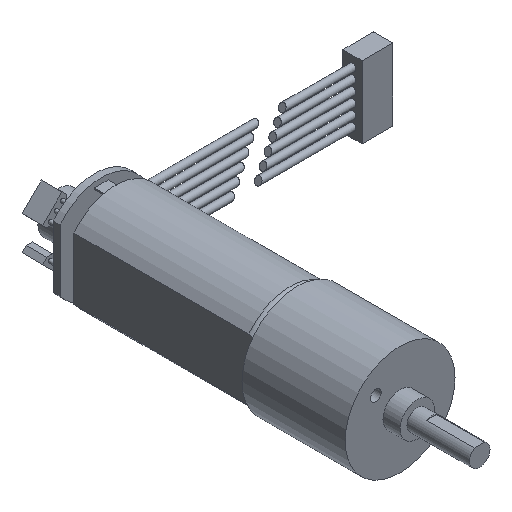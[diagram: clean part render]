
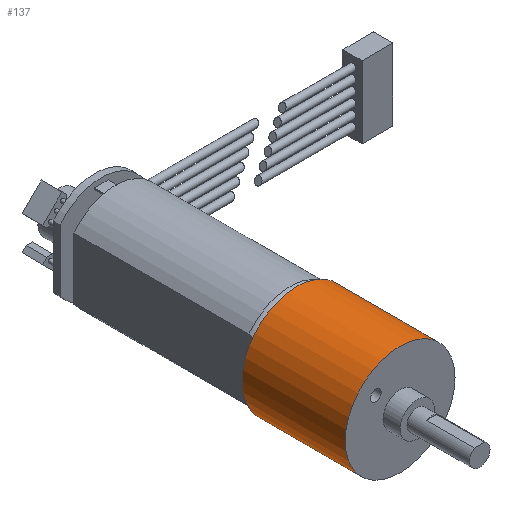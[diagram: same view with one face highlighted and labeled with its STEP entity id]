
A CAD part, isometric view. The second image highlights one B-rep face of the part: STEP entity #137.
In plain terms, the highlighted cylindrical face has radius 8 mm (diameter 16 mm), a full revolution.
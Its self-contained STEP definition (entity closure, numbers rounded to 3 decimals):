
#137 = ADVANCED_FACE( '', ( #358, #359 ), #360, .T. );
#358 = FACE_OUTER_BOUND( '', #720, .T. );
#359 = FACE_OUTER_BOUND( '', #721, .T. );
#360 = CYLINDRICAL_SURFACE( '', #722, 8. );
#720 = EDGE_LOOP( '', ( #1097 ) );
#721 = EDGE_LOOP( '', ( #1098 ) );
#722 = AXIS2_PLACEMENT_3D( '', #1099, #1100, #1101 );
#1097 = ORIENTED_EDGE( '', *, *, #1799, .F. );
#1098 = ORIENTED_EDGE( '', *, *, #1800, .T. );
#1099 = CARTESIAN_POINT( '', ( 0., 42.55, 0. ) );
#1100 = DIRECTION( '', ( 0., -1., 0. ) );
#1101 = DIRECTION( '', ( 0., 0., 1. ) );
#1799 = EDGE_CURVE( '', #2082, #2082, #2083, .T. );
#1800 = EDGE_CURVE( '', #2084, #2084, #2085, .T. );
#2082 = VERTEX_POINT( '', #2490 );
#2083 = CIRCLE( '', #2491, 8. );
#2084 = VERTEX_POINT( '', #2492 );
#2085 = CIRCLE( '', #2493, 8. );
#2490 = CARTESIAN_POINT( '', ( 0., 15.05, 8. ) );
#2491 = AXIS2_PLACEMENT_3D( '', #3003, #3004, #3005 );
#2492 = CARTESIAN_POINT( '', ( 0., 0., 8. ) );
#2493 = AXIS2_PLACEMENT_3D( '', #3006, #3007, #3008 );
#3003 = CARTESIAN_POINT( '', ( 0., 15.05, 0. ) );
#3004 = DIRECTION( '', ( 0., 1., 0. ) );
#3005 = DIRECTION( '', ( 0., 0., 1. ) );
#3006 = CARTESIAN_POINT( '', ( 0., 0., 0. ) );
#3007 = DIRECTION( '', ( 0., 1., 0. ) );
#3008 = DIRECTION( '', ( 0., 0., 1. ) );
